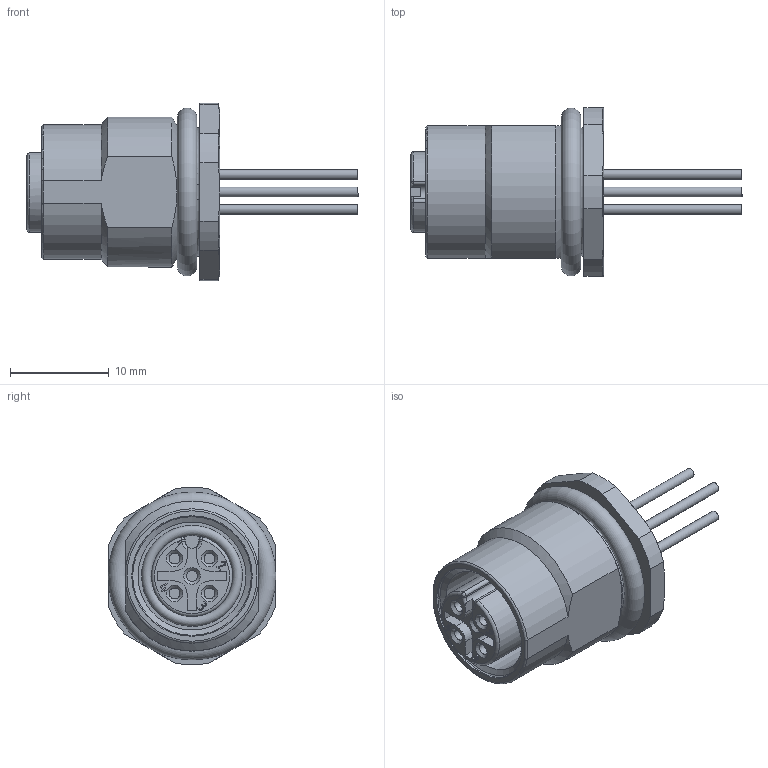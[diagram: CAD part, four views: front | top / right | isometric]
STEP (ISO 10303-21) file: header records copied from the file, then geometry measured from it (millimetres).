
FILE_DESCRIPTION(/* description */ (''),/* implementation_level */ '2;1');
FILE_NAME(/* name */ '85574.stp',/* time_stamp */ '2018-10-29T11:06:17+01:00',/* author */ (''),/* organization */ (''),/* preprocessor_version */ 'ST-DEVELOPER v16',/* originating_system */ 'SIEMENS PLM Software NX 11.0',/* authorisation */ '');
FILE_SCHEMA (('AUTOMOTIVE_DESIGN { 1 0 10303 214 3 1 1 1 }'));
Length unit declared in the file: millimetre
Products named in the file (1): TKE_FORMULAR_TEST_00-Test
Bounding box: 33.6 x 17 x 17.96 mm (x, y, z)
Volume: 2416.7 mm3; surface area: 3044.5 mm2
Topology: 2 solids, 2 shells, 360 faces, 947 edges, 613 vertices
Faces by surface type: plane 150, extrusion 101, cylinder 66, cone 19, torus 14, sphere 6, bspline 4
Full cylindrical faces by diameter (mm): 1 x5, 1.1 x5, 1.7 x5, 2 x4, 2.95 x1, 7.5 x1, 10.917 x1, 11 x1, 12.2 x1
Entity records: 11372 total; most frequent: CARTESIAN_POINT 3141, ORIENTED_EDGE 1762, DIRECTION 1429, EDGE_CURVE 881, VERTEX_POINT 592, VECTOR 541, AXIS2_PLACEMENT_3D 444, LINE 440
